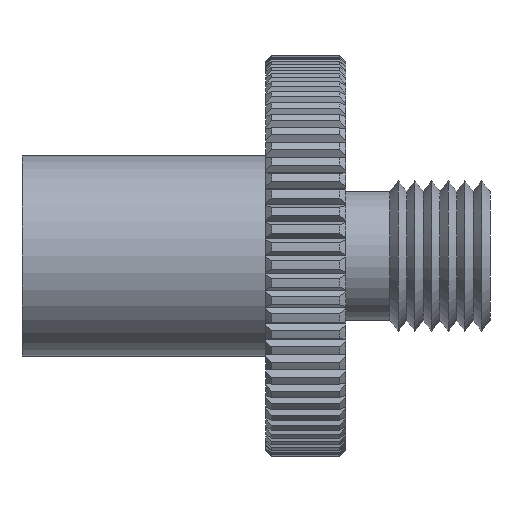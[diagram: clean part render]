
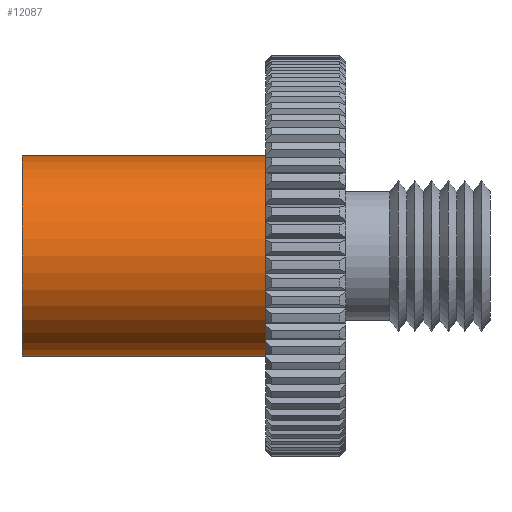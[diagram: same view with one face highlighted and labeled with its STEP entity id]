
A CAD part, left-side view. The second image highlights one B-rep face of the part: STEP entity #12087.
In plain terms, the highlighted cylindrical face has radius 6.35 mm (diameter 12.7 mm), a partial arc.
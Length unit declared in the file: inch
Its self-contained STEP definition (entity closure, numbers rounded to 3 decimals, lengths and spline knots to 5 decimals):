
#515 = CARTESIAN_POINT ( 'NONE',  ( 0., 0.80906, 0. ) ) ;
#701 = DIRECTION ( 'NONE',  ( 0., 0., 1. ) ) ;
#878 = ORIENTED_EDGE ( 'NONE', *, *, #11984, .F. ) ;
#918 = AXIS2_PLACEMENT_3D ( 'NONE', #8805, #8662, #6596 ) ;
#1393 = AXIS2_PLACEMENT_3D ( 'NONE', #12344, #10225, #2175 ) ;
#1588 = EDGE_LOOP ( 'NONE', ( #878, #3902, #10859, #2904 ) ) ;
#1720 = EDGE_CURVE ( 'NONE', #10923, #3582, #7288, .T. ) ;
#2175 = DIRECTION ( 'NONE',  ( 0., 0., 1. ) ) ;
#2683 = EDGE_CURVE ( 'NONE', #11158, #6667, #11116, .T. ) ;
#2695 = LINE ( 'NONE', #9261, #5904 ) ;
#2904 = ORIENTED_EDGE ( 'NONE', *, *, #2683, .F. ) ;
#3582 = VERTEX_POINT ( 'NONE', #10318 ) ;
#3902 = ORIENTED_EDGE ( 'NONE', *, *, #1720, .T. ) ;
#4002 = VECTOR ( 'NONE', #5044, 39.37008 ) ;
#4168 = DIRECTION ( 'NONE',  ( 0., 1., 0. ) ) ;
#5044 = DIRECTION ( 'NONE',  ( 0., 1., 0. ) ) ;
#5270 = CYLINDRICAL_SURFACE ( 'NONE', #1393, 0.25 ) ;
#5904 = VECTOR ( 'NONE', #4168, 39.37008 ) ;
#6596 = DIRECTION ( 'NONE',  ( 0., 0., 1. ) ) ;
#6667 = VERTEX_POINT ( 'NONE', #13157 ) ;
#6741 = CARTESIAN_POINT ( 'NONE',  ( 0., 0.2, -0.25 ) ) ;
#7119 = EDGE_CURVE ( 'NONE', #3582, #6667, #2695, .T. ) ;
#7141 = CARTESIAN_POINT ( 'NONE',  ( 0., 0.80906, -0.25 ) ) ;
#7288 = CIRCLE ( 'NONE', #918, 0.25 ) ;
#7705 = DIRECTION ( 'NONE',  ( 0., 1., 0. ) ) ;
#7981 = FACE_OUTER_BOUND ( 'NONE', #1588, .T. ) ;
#8626 = AXIS2_PLACEMENT_3D ( 'NONE', #515, #7705, #701 ) ;
#8662 = DIRECTION ( 'NONE',  ( 0., 1., 0. ) ) ;
#8805 = CARTESIAN_POINT ( 'NONE',  ( 0., 0.2, 0. ) ) ;
#9261 = CARTESIAN_POINT ( 'NONE',  ( 0., 0.664, 0.25 ) ) ;
#10078 = LINE ( 'NONE', #10133, #4002 ) ;
#10133 = CARTESIAN_POINT ( 'NONE',  ( 0., 0.664, -0.25 ) ) ;
#10225 = DIRECTION ( 'NONE',  ( 0., 1., 0. ) ) ;
#10318 = CARTESIAN_POINT ( 'NONE',  ( 0., 0.2, 0.25 ) ) ;
#10859 = ORIENTED_EDGE ( 'NONE', *, *, #7119, .T. ) ;
#10923 = VERTEX_POINT ( 'NONE', #6741 ) ;
#11116 = CIRCLE ( 'NONE', #8626, 0.25 ) ;
#11158 = VERTEX_POINT ( 'NONE', #7141 ) ;
#11984 = EDGE_CURVE ( 'NONE', #10923, #11158, #10078, .T. ) ;
#12087 = ADVANCED_FACE ( 'NONE', ( #7981 ), #5270, .T. ) ;
#12344 = CARTESIAN_POINT ( 'NONE',  ( 0., 0.664, 0. ) ) ;
#13157 = CARTESIAN_POINT ( 'NONE',  ( 0., 0.80906, 0.25 ) ) ;
